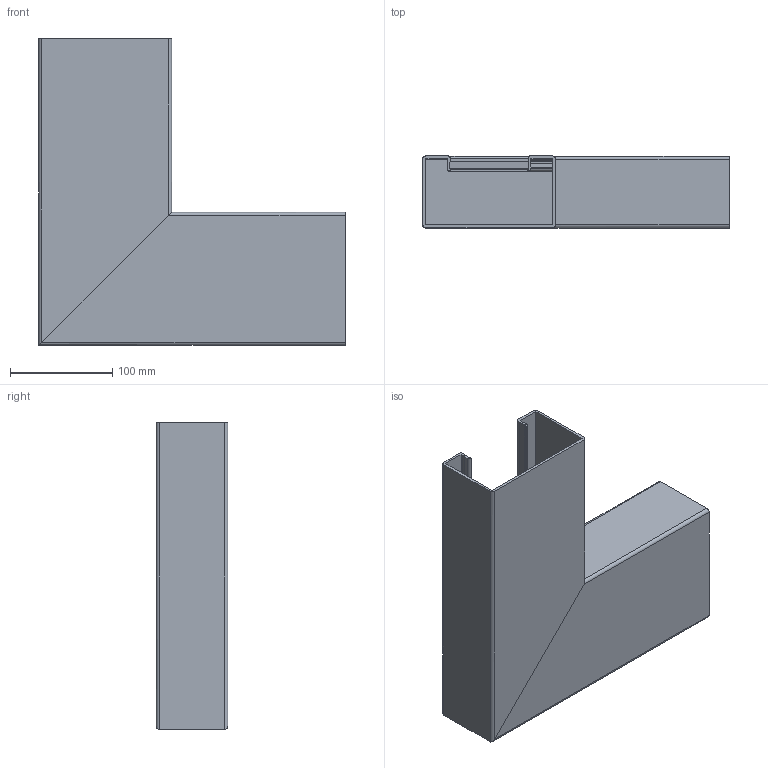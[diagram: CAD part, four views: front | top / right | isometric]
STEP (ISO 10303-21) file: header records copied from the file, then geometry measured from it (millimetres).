
FILE_DESCRIPTION (( 'STEP AP214' ), '1' );
FILE_NAME ('6114240.stp', '2016-05-11T06:21:23', ( '' ), ( '' ), 'SwSTEP 2.0', 'SolidWorks 2014', '' );
FILE_SCHEMA (( 'AUTOMOTIVE_DESIGN' ));
Length unit declared in the file: millimetre
Products named in the file (3): 014539_GK-F70130T1; 6114240; 014541_GK-F70130T1
Assembly tree (2 placements, depth 2):
  6114240
    014539_GK-F70130T1
    014541_GK-F70130T1
Bounding box: 300 x 70 x 300 mm (x, y, z)
Volume: 416812.3 mm3; surface area: 319814.1 mm2
Topology: 2 solids, 2 shells, 104 faces, 300 edges, 200 vertices
Faces by surface type: plane 56, cylinder 48
Entity records: 3502 total; most frequent: CARTESIAN_POINT 753, ORIENTED_EDGE 600, DIRECTION 518, EDGE_CURVE 300, LINE 204, VECTOR 204, VERTEX_POINT 200, AXIS2_PLACEMENT_3D 157
